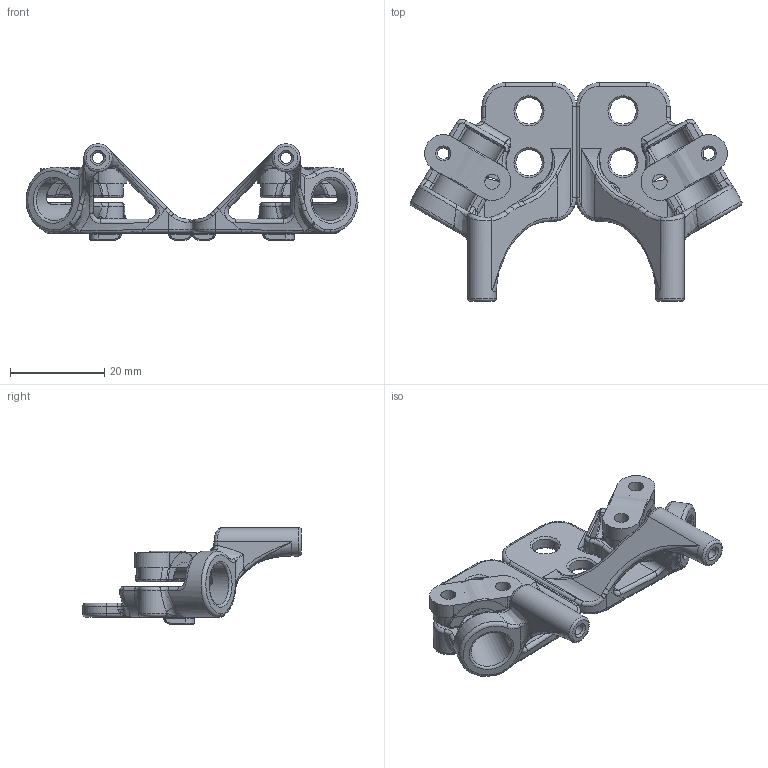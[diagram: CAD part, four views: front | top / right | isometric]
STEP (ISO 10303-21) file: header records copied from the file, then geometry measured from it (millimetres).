
FILE_DESCRIPTION(/* description */ (''),/* implementation_level */ '2;1');
FILE_NAME(/* name */ 'MP_DooKi3_SLM_Z_Maxwell_Front_V5.step',/* time_stamp */ '2024-10-29T10:56:53-04:00',/* author */ (''),/* organization */ (''),/* preprocessor_version */ 'ST-DEVELOPER v20',/* originating_system */ 'Autodesk Translation Framework v13.20.0.188',/* authorisation */ '');
FILE_SCHEMA (('AUTOMOTIVE_DESIGN { 1 0 10303 214 3 1 1 }'));
Length unit declared in the file: millimetre
Products named in the file (7): MP_DooKi3_SLM_Z_Maxwell_Front_V5; MP_DooKi3_SLM_Z_Maxwell_ClampPlate_V3; MP_DooKi3_SLM_Z_Maxwell_Mount_Front_V3; MP_DooKi3_SLM_Z_Maxwell_Mount_Front_Mirror_V3; MP_DooKi3_SLM_Z_Maxwell_Clamp_V3; MP_DooKi3_SLM_Z_Maxwell_ClampPlate_V3(Mirror); MP_DooKi3_SLM_Z_Maxwell_Clamp_V3 v1(Mirror)
Assembly tree (6 placements, depth 2):
  MP_DooKi3_SLM_Z_Maxwell_Front_V5
    MP_DooKi3_SLM_Z_Maxwell_ClampPlate_V3
    MP_DooKi3_SLM_Z_Maxwell_Mount_Front_V3
    MP_DooKi3_SLM_Z_Maxwell_Mount_Front_Mirror_V3
    MP_DooKi3_SLM_Z_Maxwell_Clamp_V3
    MP_DooKi3_SLM_Z_Maxwell_ClampPlate_V3(Mirror)
    MP_DooKi3_SLM_Z_Maxwell_Clamp_V3 v1(Mirror)
Bounding box: 70.61 x 46.5 x 20.5 mm (x, y, z)
Volume: 9148 mm3; surface area: 8707.7 mm2
Topology: 6 solids, 6 shells, 758 faces, 1830 edges, 1018 vertices
Faces by surface type: bspline 316, cylinder 212, torus 118, plane 78, cone 24, sphere 10
Full cylindrical faces by diameter (mm): 2.4 x6, 3.2 x4, 3.6 x4, 5.6 x4, 6 x2, 8.8 x2
Entity records: 30364 total; most frequent: CARTESIAN_POINT 14371, ORIENTED_EDGE 3556, DIRECTION 2922, EDGE_CURVE 1778, AXIS2_PLACEMENT_3D 1259, VERTEX_POINT 1018, EDGE_LOOP 788, FACE_OUTER_BOUND 758
